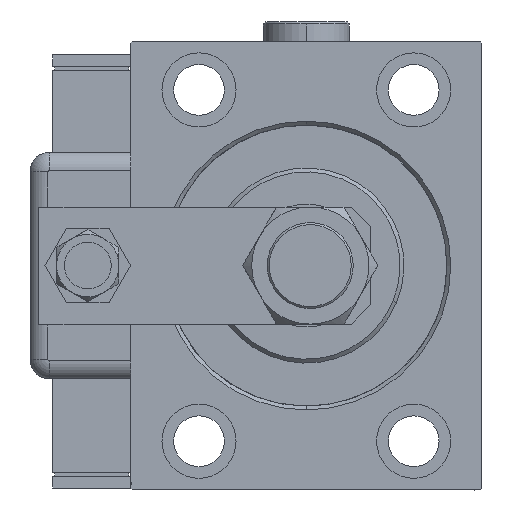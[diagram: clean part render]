
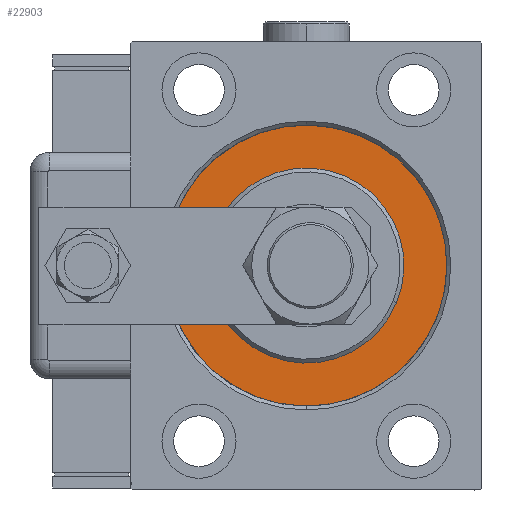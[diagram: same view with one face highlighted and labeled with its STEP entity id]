
A CAD part, left-side view. The second image highlights one B-rep face of the part: STEP entity #22903.
In plain terms, the highlighted face is planar.
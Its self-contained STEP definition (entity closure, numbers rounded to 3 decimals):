
#1214 = EDGE_CURVE ( 'NONE', #40915, #49388, #21798, .T. ) ;
#1782 = CARTESIAN_POINT ( 'NONE',  ( 0., 0., 25. ) ) ;
#2930 = ORIENTED_EDGE ( 'NONE', *, *, #5873, .F. ) ;
#3258 = DIRECTION ( 'NONE',  ( -1., 0., 0. ) ) ;
#5873 = EDGE_CURVE ( 'NONE', #49388, #40915, #36154, .T. ) ;
#8086 = PLANE ( 'NONE',  #58901 ) ;
#8403 = FACE_OUTER_BOUND ( 'NONE', #16397, .T. ) ;
#9803 = EDGE_CURVE ( 'NONE', #29823, #31315, #25987, .T. ) ;
#12709 = ORIENTED_EDGE ( 'NONE', *, *, #1214, .F. ) ;
#12901 = EDGE_CURVE ( 'NONE', #31315, #29823, #31229, .T. ) ;
#16397 = EDGE_LOOP ( 'NONE', ( #34353, #34449 ) ) ;
#18237 = CARTESIAN_POINT ( 'NONE',  ( 0., 0., 0. ) ) ;
#18725 = EDGE_LOOP ( 'NONE', ( #12709, #2930 ) ) ;
#21798 = CIRCLE ( 'NONE', #53270, 25. ) ;
#22108 = CARTESIAN_POINT ( 'NONE',  ( 0., 0., -36. ) ) ;
#22673 = DIRECTION ( 'NONE',  ( -1., 0., 0. ) ) ;
#22903 = ADVANCED_FACE ( 'NONE', ( #56652, #8403 ), #8086, .F. ) ;
#25987 = CIRCLE ( 'NONE', #61504, 36. ) ;
#27766 = CARTESIAN_POINT ( 'NONE',  ( 0., 0., 0. ) ) ;
#29823 = VERTEX_POINT ( 'NONE', #22108 ) ;
#31229 = CIRCLE ( 'NONE', #52537, 36. ) ;
#31315 = VERTEX_POINT ( 'NONE', #50001 ) ;
#34353 = ORIENTED_EDGE ( 'NONE', *, *, #9803, .F. ) ;
#34449 = ORIENTED_EDGE ( 'NONE', *, *, #12901, .F. ) ;
#36154 = CIRCLE ( 'NONE', #55421, 25. ) ;
#40915 = VERTEX_POINT ( 'NONE', #1782 ) ;
#41849 = DIRECTION ( 'NONE',  ( 1., 0., 0. ) ) ;
#42544 = CARTESIAN_POINT ( 'NONE',  ( 0., 0., 0. ) ) ;
#43163 = DIRECTION ( 'NONE',  ( 1., 0., 0. ) ) ;
#46283 = CARTESIAN_POINT ( 'NONE',  ( 0., 0., 0. ) ) ;
#46751 = CARTESIAN_POINT ( 'NONE',  ( 0., 0., 0. ) ) ;
#49388 = VERTEX_POINT ( 'NONE', #56723 ) ;
#50001 = CARTESIAN_POINT ( 'NONE',  ( 0., 0., 36. ) ) ;
#50421 = DIRECTION ( 'NONE',  ( 0., 0., -1. ) ) ;
#52537 = AXIS2_PLACEMENT_3D ( 'NONE', #46751, #3258, #61680 ) ;
#53270 = AXIS2_PLACEMENT_3D ( 'NONE', #46283, #41849, #50421 ) ;
#55421 = AXIS2_PLACEMENT_3D ( 'NONE', #42544, #43163, #57152 ) ;
#56652 = FACE_BOUND ( 'NONE', #18725, .T. ) ;
#56723 = CARTESIAN_POINT ( 'NONE',  ( 0., 0., -25. ) ) ;
#57152 = DIRECTION ( 'NONE',  ( 0., 0., -1. ) ) ;
#57278 = DIRECTION ( 'NONE',  ( 0., 0., 1. ) ) ;
#58901 = AXIS2_PLACEMENT_3D ( 'NONE', #27766, #61742, #61105 ) ;
#61105 = DIRECTION ( 'NONE',  ( 0., 0., 1. ) ) ;
#61504 = AXIS2_PLACEMENT_3D ( 'NONE', #18237, #22673, #57278 ) ;
#61680 = DIRECTION ( 'NONE',  ( 0., 0., 1. ) ) ;
#61742 = DIRECTION ( 'NONE',  ( -1., 0., 0. ) ) ;
